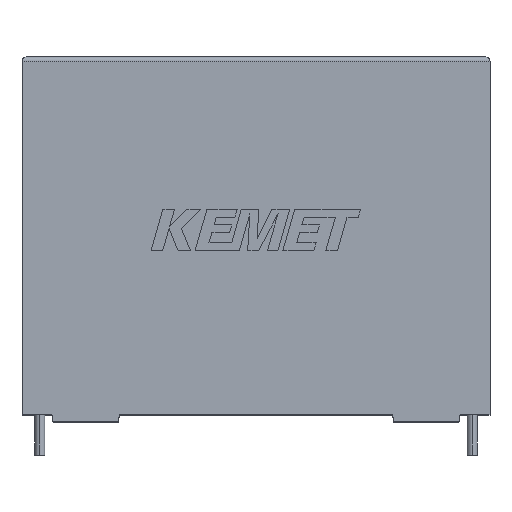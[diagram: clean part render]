
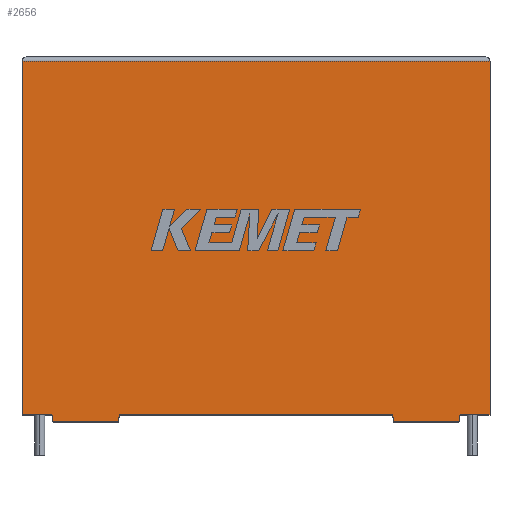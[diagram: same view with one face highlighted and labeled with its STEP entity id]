
A CAD part, top view. The second image highlights one B-rep face of the part: STEP entity #2656.
In plain terms, the highlighted planar face has unit normal (0, 0, 1).
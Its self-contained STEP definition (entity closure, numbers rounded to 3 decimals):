
#15 = EDGE_CURVE ( 'NONE', #2060, #933, #575, .T. ) ;
#22 = CARTESIAN_POINT ( 'NONE',  ( 3.777, -0.886, 29.3 ) ) ;
#26 = ORIENTED_EDGE ( 'NONE', *, *, #327, .T. ) ;
#38 = DIRECTION ( 'NONE',  ( 0., 0., -1. ) ) ;
#48 = DIRECTION ( 'NONE',  ( -1., 0., 0. ) ) ;
#78 = DIRECTION ( 'NONE',  ( -0.167, 0.986, 0. ) ) ;
#170 = VECTOR ( 'NONE', #1945, 1000. ) ;
#187 = VECTOR ( 'NONE', #1252, 1000. ) ;
#197 = EDGE_CURVE ( 'NONE', #2441, #2060, #1162, .T. ) ;
#207 = ORIENTED_EDGE ( 'NONE', *, *, #1371, .T. ) ;
#217 = DIRECTION ( 'NONE',  ( 0., 1., 0. ) ) ;
#239 = AXIS2_PLACEMENT_3D ( 'NONE', #1999, #38, #2035 ) ;
#301 = CARTESIAN_POINT ( 'NONE',  ( 44.978, 0., 29.3 ) ) ;
#320 = LINE ( 'NONE', #3038, #1480 ) ;
#327 = EDGE_CURVE ( 'NONE', #978, #702, #467, .T. ) ;
#385 = DIRECTION ( 'NONE',  ( 1., 0., 0. ) ) ;
#467 = LINE ( 'NONE', #3154, #785 ) ;
#505 = LINE ( 'NONE', #2784, #3086 ) ;
#575 = LINE ( 'NONE', #1288, #1517 ) ;
#661 = DIRECTION ( 'NONE',  ( 0.167, 0.986, 0. ) ) ;
#667 = ORIENTED_EDGE ( 'NONE', *, *, #1796, .F. ) ;
#702 = VERTEX_POINT ( 'NONE', #2777 ) ;
#705 = EDGE_CURVE ( 'NONE', #729, #2326, #505, .T. ) ;
#729 = VERTEX_POINT ( 'NONE', #1301 ) ;
#757 = CARTESIAN_POINT ( 'NONE',  ( 0., 42.914, 29.3 ) ) ;
#765 = ORIENTED_EDGE ( 'NONE', *, *, #2587, .F. ) ;
#785 = VECTOR ( 'NONE', #661, 1000. ) ;
#791 = ORIENTED_EDGE ( 'NONE', *, *, #197, .T. ) ;
#838 = LINE ( 'NONE', #1693, #170 ) ;
#850 = LINE ( 'NONE', #2487, #2772 ) ;
#860 = VECTOR ( 'NONE', #217, 1000. ) ;
#876 = ORIENTED_EDGE ( 'NONE', *, *, #15, .T. ) ;
#916 = LINE ( 'NONE', #2542, #3075 ) ;
#933 = VERTEX_POINT ( 'NONE', #22 ) ;
#978 = VERTEX_POINT ( 'NONE', #2574 ) ;
#1008 = CARTESIAN_POINT ( 'NONE',  ( 0., 0., 29.3 ) ) ;
#1023 = CARTESIAN_POINT ( 'NONE',  ( 0., 0., 29.3 ) ) ;
#1044 = DIRECTION ( 'NONE',  ( 0., -1., 0. ) ) ;
#1162 = LINE ( 'NONE', #3104, #3118 ) ;
#1190 = FACE_OUTER_BOUND ( 'NONE', #2133, .T. ) ;
#1252 = DIRECTION ( 'NONE',  ( 1., 0., 0. ) ) ;
#1264 = ORIENTED_EDGE ( 'NONE', *, *, #2178, .T. ) ;
#1283 = LINE ( 'NONE', #2886, #1602 ) ;
#1288 = CARTESIAN_POINT ( 'NONE',  ( 3.627, 0., 29.3 ) ) ;
#1301 = CARTESIAN_POINT ( 'NONE',  ( 53.023, -0.886, 29.3 ) ) ;
#1311 = CARTESIAN_POINT ( 'NONE',  ( 0., 42.914, 29.3 ) ) ;
#1319 = LINE ( 'NONE', #1023, #187 ) ;
#1371 = EDGE_CURVE ( 'NONE', #702, #1511, #850, .T. ) ;
#1456 = VERTEX_POINT ( 'NONE', #1516 ) ;
#1462 = ORIENTED_EDGE ( 'NONE', *, *, #2294, .T. ) ;
#1480 = VECTOR ( 'NONE', #78, 1000. ) ;
#1511 = VERTEX_POINT ( 'NONE', #301 ) ;
#1516 = CARTESIAN_POINT ( 'NONE',  ( 53.173, 0., 29.3 ) ) ;
#1517 = VECTOR ( 'NONE', #1545, 1000. ) ;
#1545 = DIRECTION ( 'NONE',  ( 0.167, -0.986, 0. ) ) ;
#1602 = VECTOR ( 'NONE', #385, 1000. ) ;
#1608 = DIRECTION ( 'NONE',  ( 1., 0., 0. ) ) ;
#1610 = VERTEX_POINT ( 'NONE', #1311 ) ;
#1676 = LINE ( 'NONE', #2689, #860 ) ;
#1693 = CARTESIAN_POINT ( 'NONE',  ( 53.173, 0., 29.3 ) ) ;
#1701 = ORIENTED_EDGE ( 'NONE', *, *, #705, .F. ) ;
#1774 = ORIENTED_EDGE ( 'NONE', *, *, #3183, .T. ) ;
#1796 = EDGE_CURVE ( 'NONE', #2326, #1511, #320, .T. ) ;
#1945 = DIRECTION ( 'NONE',  ( -0.167, -0.986, 0. ) ) ;
#1999 = CARTESIAN_POINT ( 'NONE',  ( 0., 0., 29.3 ) ) ;
#2035 = DIRECTION ( 'NONE',  ( -1., 0., 0. ) ) ;
#2060 = VERTEX_POINT ( 'NONE', #3150 ) ;
#2133 = EDGE_LOOP ( 'NONE', ( #2988, #1264, #1462, #791, #876, #2195, #26, #207, #667, #1701, #765, #1774 ) ) ;
#2148 = DIRECTION ( 'NONE',  ( -1., 0., 0. ) ) ;
#2160 = VERTEX_POINT ( 'NONE', #2811 ) ;
#2178 = EDGE_CURVE ( 'NONE', #2160, #1610, #3115, .T. ) ;
#2195 = ORIENTED_EDGE ( 'NONE', *, *, #2965, .T. ) ;
#2294 = EDGE_CURVE ( 'NONE', #1610, #2441, #916, .T. ) ;
#2303 = CARTESIAN_POINT ( 'NONE',  ( 45.128, -0.886, 29.3 ) ) ;
#2326 = VERTEX_POINT ( 'NONE', #2303 ) ;
#2441 = VERTEX_POINT ( 'NONE', #1008 ) ;
#2479 = VERTEX_POINT ( 'NONE', #3138 ) ;
#2487 = CARTESIAN_POINT ( 'NONE',  ( 0., 0., 29.3 ) ) ;
#2542 = CARTESIAN_POINT ( 'NONE',  ( 0., 0., 29.3 ) ) ;
#2574 = CARTESIAN_POINT ( 'NONE',  ( 11.672, -0.886, 29.3 ) ) ;
#2587 = EDGE_CURVE ( 'NONE', #1456, #729, #838, .T. ) ;
#2656 = ADVANCED_FACE ( 'NONE', ( #1190 ), #2693, .F. ) ;
#2689 = CARTESIAN_POINT ( 'NONE',  ( 56.8, 0., 29.3 ) ) ;
#2693 = PLANE ( 'NONE',  #239 ) ;
#2768 = DIRECTION ( 'NONE',  ( 1., 0., 0. ) ) ;
#2772 = VECTOR ( 'NONE', #2768, 1000. ) ;
#2777 = CARTESIAN_POINT ( 'NONE',  ( 11.822, 0., 29.3 ) ) ;
#2784 = CARTESIAN_POINT ( 'NONE',  ( 53.023, -0.886, 29.3 ) ) ;
#2811 = CARTESIAN_POINT ( 'NONE',  ( 56.8, 42.914, 29.3 ) ) ;
#2886 = CARTESIAN_POINT ( 'NONE',  ( 3.777, -0.886, 29.3 ) ) ;
#2965 = EDGE_CURVE ( 'NONE', #933, #978, #1283, .T. ) ;
#2988 = ORIENTED_EDGE ( 'NONE', *, *, #3069, .T. ) ;
#3035 = VECTOR ( 'NONE', #2148, 1000. ) ;
#3038 = CARTESIAN_POINT ( 'NONE',  ( 45.128, -0.886, 29.3 ) ) ;
#3069 = EDGE_CURVE ( 'NONE', #2479, #2160, #1676, .T. ) ;
#3075 = VECTOR ( 'NONE', #1044, 1000. ) ;
#3086 = VECTOR ( 'NONE', #48, 1000. ) ;
#3104 = CARTESIAN_POINT ( 'NONE',  ( 0., 0., 29.3 ) ) ;
#3115 = LINE ( 'NONE', #757, #3035 ) ;
#3118 = VECTOR ( 'NONE', #1608, 1000. ) ;
#3138 = CARTESIAN_POINT ( 'NONE',  ( 56.8, 0., 29.3 ) ) ;
#3150 = CARTESIAN_POINT ( 'NONE',  ( 3.627, 0., 29.3 ) ) ;
#3154 = CARTESIAN_POINT ( 'NONE',  ( 11.672, -0.886, 29.3 ) ) ;
#3183 = EDGE_CURVE ( 'NONE', #1456, #2479, #1319, .T. ) ;
